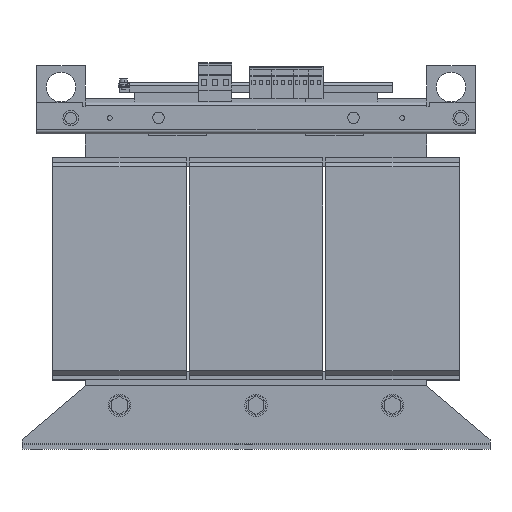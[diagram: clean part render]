
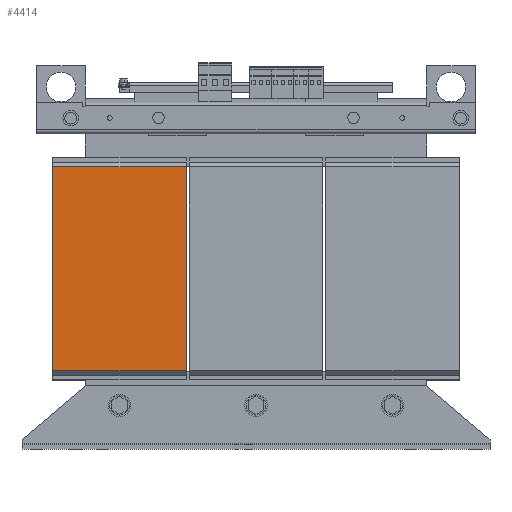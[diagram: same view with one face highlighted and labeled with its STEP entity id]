
A CAD part, top view. The second image highlights one B-rep face of the part: STEP entity #4414.
In plain terms, the highlighted planar face has unit normal (0, 0, 1).
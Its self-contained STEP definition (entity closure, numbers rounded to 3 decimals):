
#3277 = DIRECTION ( 'NONE',  ( 0., -1., 0. ) ) ;
#3884 = DIRECTION ( 'NONE',  ( -1., 0., 0. ) ) ;
#3969 = DIRECTION ( 'NONE',  ( 0., -1., 0. ) ) ;
#4056 = PLANE ( 'NONE',  #6922 ) ;
#4414 = ADVANCED_FACE ( 'Defeature ausgef�hrt1_43', ( #21221 ), #4056, .F. ) ;
#5515 = VERTEX_POINT ( 'NONE', #23976 ) ;
#5999 = VERTEX_POINT ( 'NONE', #12648 ) ;
#6922 = AXIS2_PLACEMENT_3D ( 'NONE', #22984, #20971, #7230 ) ;
#7230 = DIRECTION ( 'NONE',  ( 0., 1., 0. ) ) ;
#8318 = EDGE_CURVE ( 'NONE', #5999, #10177, #10796, .T. ) ;
#8508 = ORIENTED_EDGE ( 'NONE', *, *, #19565, .F. ) ;
#9490 = CARTESIAN_POINT ( 'NONE',  ( -71.5, -104.5, 85. ) ) ;
#9637 = VECTOR ( 'NONE', #22577, 1000. ) ;
#10177 = VERTEX_POINT ( 'NONE', #11732 ) ;
#10796 = LINE ( 'NONE', #18450, #11417 ) ;
#11166 = CARTESIAN_POINT ( 'NONE',  ( -71.5, -104.5, 85. ) ) ;
#11417 = VECTOR ( 'NONE', #3277, 1000. ) ;
#11514 = VECTOR ( 'NONE', #3969, 1000. ) ;
#11732 = CARTESIAN_POINT ( 'NONE',  ( -208.5, -104.5, 85. ) ) ;
#12166 = EDGE_CURVE ( 'NONE', #5515, #5999, #13532, .T. ) ;
#12648 = CARTESIAN_POINT ( 'NONE',  ( -208.5, 104.5, 85. ) ) ;
#13532 = LINE ( 'NONE', #17543, #22597 ) ;
#15298 = VERTEX_POINT ( 'NONE', #9490 ) ;
#15363 = CARTESIAN_POINT ( 'NONE',  ( -71.5, 0., 85. ) ) ;
#17543 = CARTESIAN_POINT ( 'NONE',  ( -71.5, 104.5, 85. ) ) ;
#18402 = ORIENTED_EDGE ( 'NONE', *, *, #21393, .F. ) ;
#18450 = CARTESIAN_POINT ( 'NONE',  ( -208.5, 0., 85. ) ) ;
#19137 = EDGE_LOOP ( 'NONE', ( #24409, #8508, #18402, #19146 ) ) ;
#19146 = ORIENTED_EDGE ( 'NONE', *, *, #12166, .T. ) ;
#19261 = LINE ( 'NONE', #15363, #11514 ) ;
#19565 = EDGE_CURVE ( 'NONE', #15298, #10177, #20565, .T. ) ;
#20565 = LINE ( 'NONE', #11166, #9637 ) ;
#20971 = DIRECTION ( 'NONE',  ( 0., 0., -1. ) ) ;
#21221 = FACE_OUTER_BOUND ( 'NONE', #19137, .T. ) ;
#21393 = EDGE_CURVE ( 'NONE', #5515, #15298, #19261, .T. ) ;
#22577 = DIRECTION ( 'NONE',  ( -1., 0., 0. ) ) ;
#22597 = VECTOR ( 'NONE', #3884, 1000. ) ;
#22984 = CARTESIAN_POINT ( 'NONE',  ( -71.5, 0., 85. ) ) ;
#23976 = CARTESIAN_POINT ( 'NONE',  ( -71.5, 104.5, 85. ) ) ;
#24409 = ORIENTED_EDGE ( 'NONE', *, *, #8318, .T. ) ;
